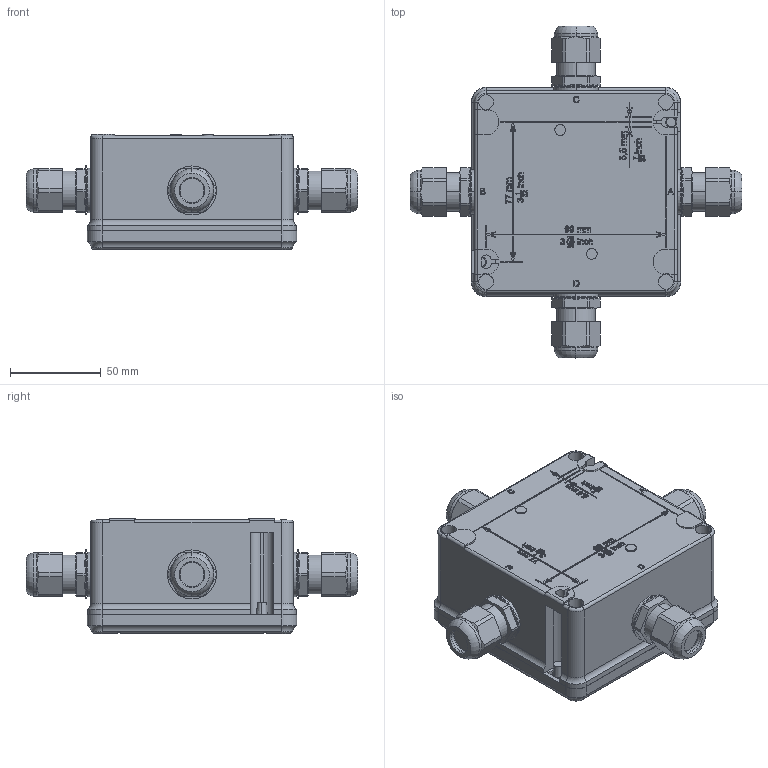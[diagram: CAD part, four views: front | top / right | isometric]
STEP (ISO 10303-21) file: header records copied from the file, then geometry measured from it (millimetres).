
FILE_DESCRIPTION (( 'STEP AP203' ), '1' );
FILE_NAME ('8118-_2_-806.STEP', '2014-03-20T12:13:18', ( 'Admin' ), ( 'R. STAHL AG' ), 'SwSTEP 2.0', 'SolidWorks 2013', '' );
FILE_SCHEMA (( 'CONFIG_CONTROL_DESIGN' ));
Length unit declared in the file: millimetre
Products named in the file (10): 8118-_2_-806; 81_189_02_05_0_3d export; 509_626_0; 81_610_77_01_0_Stutzen_Vereinfacht; 81_610_77_01_0_Dichtung; 81_610_77_01_0_Hutmutter_Vereinfacht; Anschlussgewindedichtung_M20; Staubschutzkappe_M20; 81_610_77_01_0_Vereinfacht; 81_189_62_04_0
Assembly tree (15 placements, depth 3):
  8118-_2_-806
    81_189_62_04_0
    81_189_02_05_0_3d export
    509_626_0  x4
    81_610_77_01_0_Vereinfacht  x4
      81_610_77_01_0_Stutzen_Vereinfacht
      81_610_77_01_0_Dichtung
      81_610_77_01_0_Hutmutter_Vereinfacht
      Anschlussgewindedichtung_M20
      Staubschutzkappe_M20
Bounding box: 182.97 x 182.97 x 63.7 mm (x, y, z)
Volume: 251570.9 mm3; surface area: 158662.5 mm2
Topology: 26 solids, 26 shells, 2535 faces, 6441 edges, 4149 vertices
Faces by surface type: plane 1202, bspline 561, cylinder 421, cone 236, torus 107, sphere 8
Entity records: 97735 total; most frequent: CARTESIAN_POINT 47656, ORIENTED_EDGE 11118, DIRECTION 8252, EDGE_CURVE 5559, VERTEX_POINT 3612, LINE 3430, VECTOR 3430, AXIS2_PLACEMENT_3D 2411
